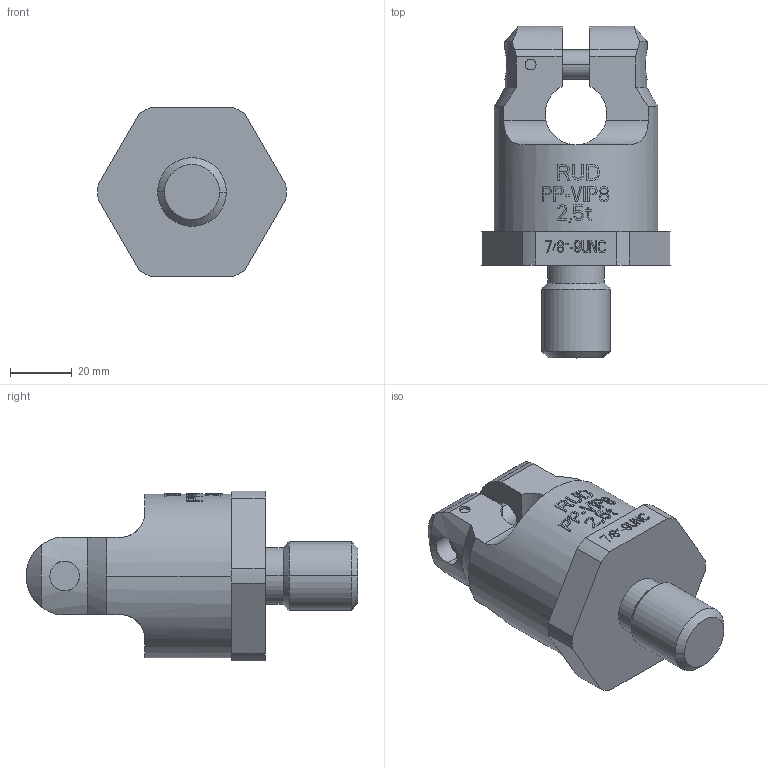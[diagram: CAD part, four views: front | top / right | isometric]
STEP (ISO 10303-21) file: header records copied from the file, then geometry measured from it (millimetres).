
FILE_DESCRIPTION((''),'2;1');
FILE_NAME('4PP-VIP8-2_5T-7_8Z','2005-01-19T',('jakubetz'),(''),'PRO/ENGINEER BY PARAMETRIC TECHNOLOGY CORPORATION, 2001400','PRO/ENGINEER BY PARAMETRIC TECHNOLOGY CORPORATION, 2001400','');
FILE_SCHEMA(('CONFIG_CONTROL_DESIGN'));
Length unit declared in the file: millimetre
Products named in the file (1): 4PP-VIP8-2_5T-7_8Z
Bounding box: 60.98 x 107.5 x 55 mm (x, y, z)
Volume: 132132.1 mm3; surface area: 24454 mm2
Topology: 2 solids, 2 shells, 646 faces, 1801 edges, 1198 vertices
Faces by surface type: plane 586, cylinder 52, cone 8
Entity records: 21128 total; most frequent: CARTESIAN_POINT 5160, ORIENTED_EDGE 3602, DIRECTION 2839, EDGE_CURVE 1801, VERTEX_POINT 1198, VECTOR 1187, LINE 1187, AXIS2_PLACEMENT_3D 826
